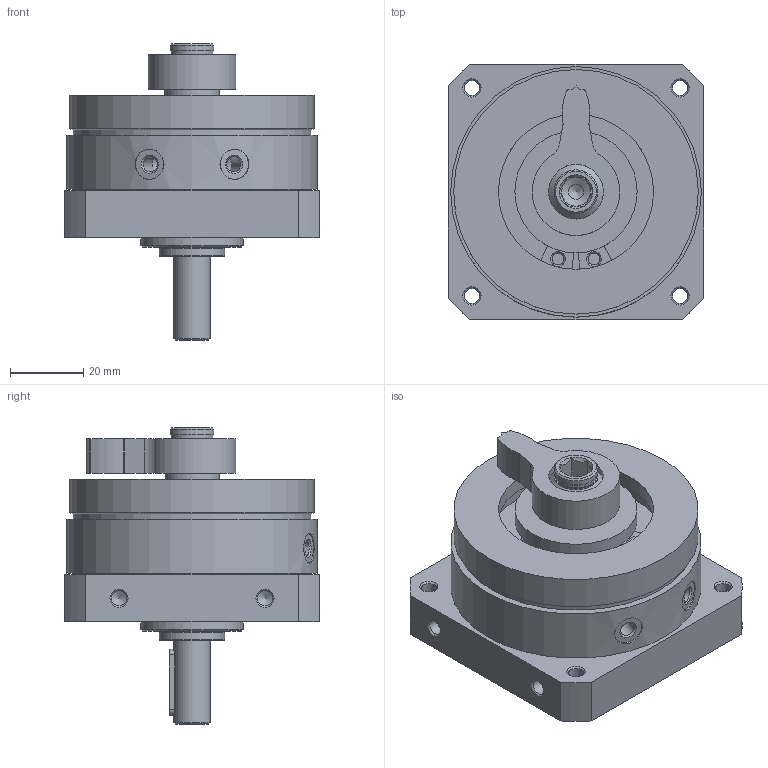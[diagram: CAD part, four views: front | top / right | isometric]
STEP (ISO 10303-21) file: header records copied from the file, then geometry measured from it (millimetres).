
FILE_DESCRIPTION(/* description */ ('STEP AP214'),/* implementation_level */ '2;1');
FILE_NAME(/* name */ '547592_DSM-16-270-A-B',/* time_stamp */ '2024-08-21T18:14:08+02:00',/* author */ ('License CC BY-ND 4.0'),/* organization */ ('CADENAS'),/* preprocessor_version */ 'ST-DEVELOPER v19.3',/* originating_system */ 'PARTsolutions',/* authorisation */ ' ');
FILE_SCHEMA (('AUTOMOTIVE_DESIGN {1 0 10303 214 3 1 1}'));
Length unit declared in the file: millimetre
Products named in the file (4): 547592 DSM-16-270-A-B--(0); 547592 DSM-16-270-A-B_G---(B); 342621 DSM-16_NS; 547592 DSM-16-270-A-B_K---(B)
Assembly tree (4 placements, depth 2):
  547592 DSM-16-270-A-B--(0)
    547592 DSM-16-270-A-B_G---(B)
    342621 DSM-16_NS  x2
    547592 DSM-16-270-A-B_K---(B)
Bounding box: 70 x 70 x 81.2 mm (x, y, z)
Volume: 154732.7 mm3; surface area: 36403 mm2
Topology: 4 solids, 4 shells, 165 faces, 373 edges, 236 vertices
Faces by surface type: cylinder 66, plane 57, cone 41, torus 1
Full cylindrical faces by diameter (mm): 2.459 x1, 3.2 x1, 3.242 x2, 4.134 x13, 8.3 x2, 10 x1, 11.5 x1, 12 x2, 15 x3, 18 x2, 28 x1, 29 x1, 33.5 x1, 42.5 x1, 47 x1, 54 x1, 65 x1, 67 x1, 68.65 x1
Entity records: 3909 total; most frequent: DIRECTION 695, CARTESIAN_POINT 678, ORIENTED_EDGE 492, AXIS2_PLACEMENT_3D 302, FACE_BOUND 271, EDGE_LOOP 261, EDGE_CURVE 246, VERTEX_POINT 207
